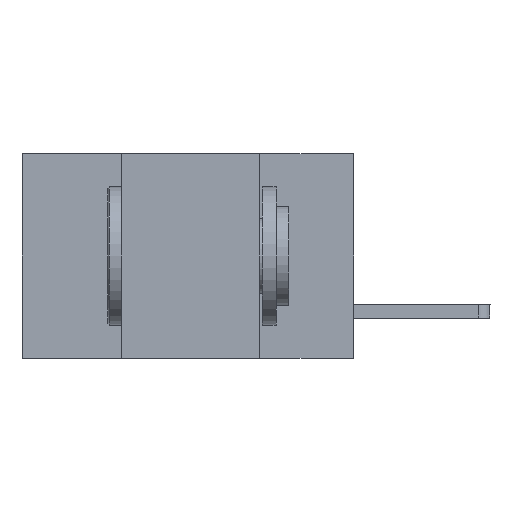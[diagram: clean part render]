
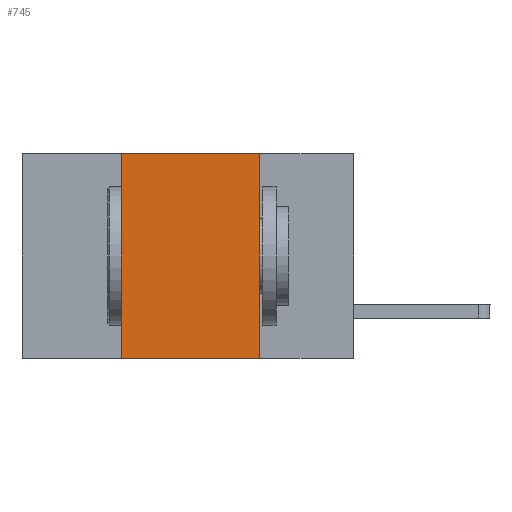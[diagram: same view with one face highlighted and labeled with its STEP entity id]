
A CAD part, left-side view. The second image highlights one B-rep face of the part: STEP entity #745.
In plain terms, the highlighted planar face has unit normal (-1, 0, 0).
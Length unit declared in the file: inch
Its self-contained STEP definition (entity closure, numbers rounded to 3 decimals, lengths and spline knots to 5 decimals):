
#377 = LINE ( 'NONE', #3191, #1110 ) ;
#565 = EDGE_CURVE ( 'NONE', #7409, #2843, #377, .T. ) ;
#578 = VECTOR ( 'NONE', #7599, 39.37008 ) ;
#745 = ADVANCED_FACE ( 'NONE', ( #4338 ), #4892, .F. ) ;
#771 = DIRECTION ( 'NONE',  ( 0., 0., -1. ) ) ;
#832 = VECTOR ( 'NONE', #771, 39.37008 ) ;
#1051 = LINE ( 'NONE', #8765, #3807 ) ;
#1110 = VECTOR ( 'NONE', #5509, 39.37008 ) ;
#1199 = ORIENTED_EDGE ( 'NONE', *, *, #6434, .F. ) ;
#1889 = CARTESIAN_POINT ( 'NONE',  ( 0., 0.17, 0. ) ) ;
#2133 = ORIENTED_EDGE ( 'NONE', *, *, #6167, .T. ) ;
#2157 = LINE ( 'NONE', #9113, #578 ) ;
#2409 = CARTESIAN_POINT ( 'NONE',  ( 0., 0.17, 0. ) ) ;
#2577 = AXIS2_PLACEMENT_3D ( 'NONE', #4762, #8040, #4931 ) ;
#2843 = VERTEX_POINT ( 'NONE', #5388 ) ;
#2942 = VERTEX_POINT ( 'NONE', #3985 ) ;
#3191 = CARTESIAN_POINT ( 'NONE',  ( 0., 0.42, 0. ) ) ;
#3807 = VECTOR ( 'NONE', #3973, 39.37008 ) ;
#3973 = DIRECTION ( 'NONE',  ( 0., -1., 0. ) ) ;
#3985 = CARTESIAN_POINT ( 'NONE',  ( 0., 0.17, -0.37 ) ) ;
#4180 = ORIENTED_EDGE ( 'NONE', *, *, #5797, .F. ) ;
#4338 = FACE_OUTER_BOUND ( 'NONE', #5380, .T. ) ;
#4762 = CARTESIAN_POINT ( 'NONE',  ( 0., 0.6, 0. ) ) ;
#4892 = PLANE ( 'NONE',  #2577 ) ;
#4931 = DIRECTION ( 'NONE',  ( 0., 0., -1. ) ) ;
#5380 = EDGE_LOOP ( 'NONE', ( #4180, #1199, #9428, #2133 ) ) ;
#5388 = CARTESIAN_POINT ( 'NONE',  ( 0., 0.42, 0. ) ) ;
#5509 = DIRECTION ( 'NONE',  ( 0., 0., 1. ) ) ;
#5674 = LINE ( 'NONE', #2409, #832 ) ;
#5797 = EDGE_CURVE ( 'NONE', #8870, #2942, #5674, .T. ) ;
#6167 = EDGE_CURVE ( 'NONE', #7409, #2942, #2157, .T. ) ;
#6434 = EDGE_CURVE ( 'NONE', #2843, #8870, #1051, .T. ) ;
#6985 = CARTESIAN_POINT ( 'NONE',  ( 0., 0.42, -0.37 ) ) ;
#7409 = VERTEX_POINT ( 'NONE', #6985 ) ;
#7599 = DIRECTION ( 'NONE',  ( 0., -1., 0. ) ) ;
#8040 = DIRECTION ( 'NONE',  ( 1., 0., 0. ) ) ;
#8765 = CARTESIAN_POINT ( 'NONE',  ( 0., 0.6, 0. ) ) ;
#8870 = VERTEX_POINT ( 'NONE', #1889 ) ;
#9113 = CARTESIAN_POINT ( 'NONE',  ( 0., 0.6, -0.37 ) ) ;
#9428 = ORIENTED_EDGE ( 'NONE', *, *, #565, .F. ) ;
